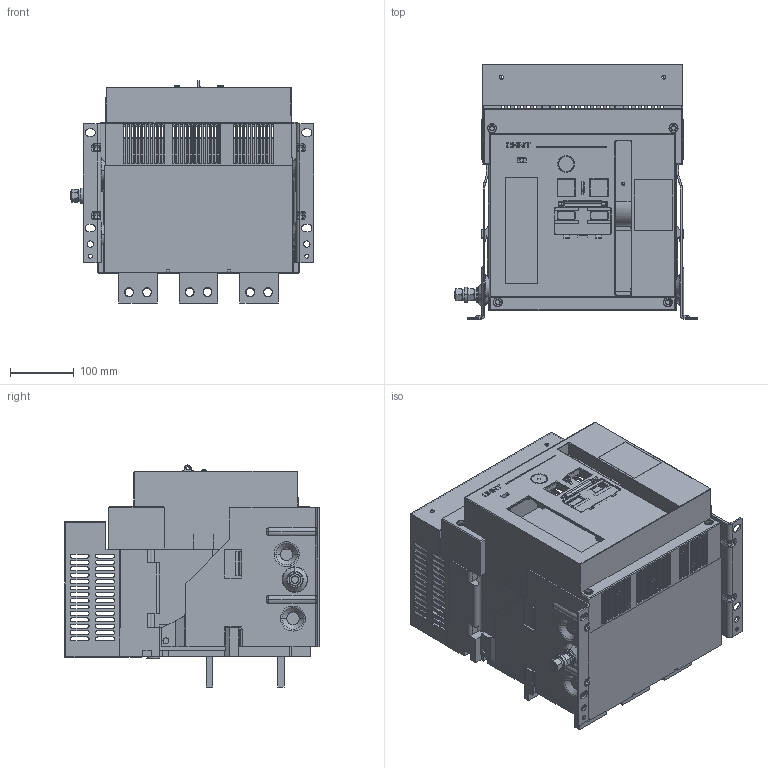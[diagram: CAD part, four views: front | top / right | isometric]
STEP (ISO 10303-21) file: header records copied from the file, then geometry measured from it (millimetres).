
FILE_DESCRIPTION((''),'2;1');
FILE_NAME('1','2020-05-02T15:55:19',('fansz'),(''),'CREO PARAMETRIC BY PTC INC, 2018020','CREO PARAMETRIC BY PTC INC, 2018020','');
FILE_SCHEMA(('CONFIG_CONTROL_DESIGN'));
Products named in the file (1): 1
Bounding box: 382.6 x 399 x 348.5 mm (x, y, z)
Volume: 15291214 mm3; surface area: 1512925.7 mm2
Topology: 2 solids, 13 shells, 2969 faces, 8804 edges, 5942 vertices
Faces by surface type: plane 1642, cylinder 706, cone 247, extrusion 204, bspline 86, torus 80, sphere 4
Entity records: 107725 total; most frequent: CARTESIAN_POINT 28102, ORIENTED_EDGE 17571, DIRECTION 15078, EDGE_CURVE 8800, VERTEX_POINT 5942, VECTOR 5494, LINE 5290, AXIS2_PLACEMENT_3D 4792
